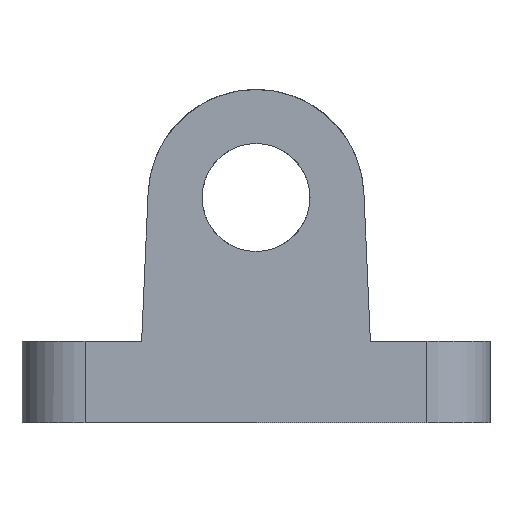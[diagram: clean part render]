
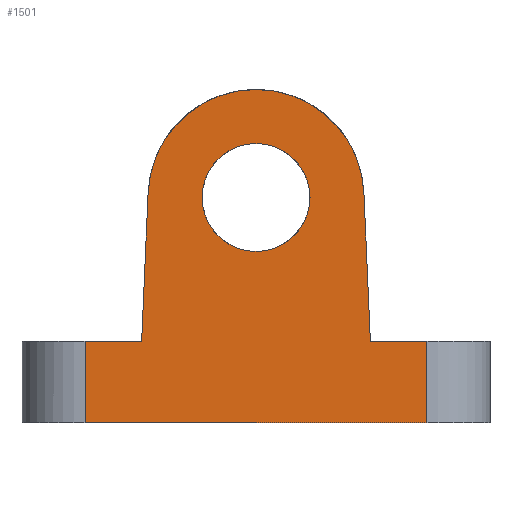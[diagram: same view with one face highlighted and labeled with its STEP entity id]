
A CAD part, front view. The second image highlights one B-rep face of the part: STEP entity #1501.
In plain terms, the highlighted planar face has unit normal (0, -1, 0).
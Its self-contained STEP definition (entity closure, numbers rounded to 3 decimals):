
#100=CARTESIAN_POINT('',(-19.,-26.,9.0));
#101=VERTEX_POINT('',#100);
#109=CARTESIAN_POINT('',(-12.71,-26.0,9.0));
#110=VERTEX_POINT('',#109);
#111=CARTESIAN_POINT('',(-12.71,-26.0,9.0));
#112=DIRECTION('',(-1.0,0.0,0.0));
#113=VECTOR('',#112,6.29);
#114=LINE('',#111,#113);
#115=EDGE_CURVE('',#110,#101,#114,.T.);
#220=CARTESIAN_POINT('',(19.,-26.,9.0));
#221=VERTEX_POINT('',#220);
#229=CARTESIAN_POINT('',(19.,-26.,0.0));
#230=VERTEX_POINT('',#229);
#231=CARTESIAN_POINT('',(19.,-26.,9.0));
#232=DIRECTION('',(0.0,0.0,-1.0));
#233=VECTOR('',#232,9.0);
#234=LINE('',#231,#233);
#235=EDGE_CURVE('',#221,#230,#234,.T.);
#319=CARTESIAN_POINT('',(12.71,-26.0,9.0));
#320=VERTEX_POINT('',#319);
#327=CARTESIAN_POINT('',(19.,-26.,9.0));
#328=DIRECTION('',(-1.0,0.0,0.0));
#329=VECTOR('',#328,6.29);
#330=LINE('',#327,#329);
#331=EDGE_CURVE('',#221,#320,#330,.T.);
#414=CARTESIAN_POINT('',(-19.,-26.,0.0));
#415=VERTEX_POINT('',#414);
#423=CARTESIAN_POINT('',(-19.,-26.,0.0));
#424=DIRECTION('',(0.0,0.0,1.0));
#425=VECTOR('',#424,9.0);
#426=LINE('',#423,#425);
#427=EDGE_CURVE('',#415,#101,#426,.T.);
#1070=CARTESIAN_POINT('',(6.,-26.,25.0));
#1071=VERTEX_POINT('',#1070);
#1072=CARTESIAN_POINT('',(0.0,-26.,25.0));
#1073=DIRECTION('',(0.0,1.0,0.0));
#1074=DIRECTION('',(1.0,0.0,0.0));
#1075=AXIS2_PLACEMENT_3D('',#1072,#1073,#1074);
#1076=CIRCLE('',#1075,6.);
#1077=EDGE_CURVE('',#1071,#1071,#1076,.T.);
#1257=CARTESIAN_POINT('',(-11.989,-26.0,25.523));
#1258=VERTEX_POINT('',#1257);
#1265=CARTESIAN_POINT('',(11.989,-26.0,25.523));
#1266=VERTEX_POINT('',#1265);
#1267=CARTESIAN_POINT('',(0.0,-26.0,25.0));
#1268=DIRECTION('',(0.0,1.0,0.0));
#1269=DIRECTION('',(-0.999,0.0,0.044));
#1270=AXIS2_PLACEMENT_3D('',#1267,#1268,#1269);
#1271=CIRCLE('',#1270,12.);
#1272=EDGE_CURVE('',#1258,#1266,#1271,.T.);
#1383=CARTESIAN_POINT('',(11.989,-26.0,25.523));
#1384=DIRECTION('',(0.044,0.0,-0.999));
#1385=VECTOR('',#1384,16.539);
#1386=LINE('',#1383,#1385);
#1387=EDGE_CURVE('',#1266,#320,#1386,.T.);
#1400=CARTESIAN_POINT('',(-12.71,-26.0,9.0));
#1401=DIRECTION('',(0.044,0.0,0.999));
#1402=VECTOR('',#1401,16.539);
#1403=LINE('',#1400,#1402);
#1404=EDGE_CURVE('',#110,#1258,#1403,.T.);
#1478=CARTESIAN_POINT('',(26.,-26.,0.0));
#1479=DIRECTION('',(0.0,-1.0,0.0));
#1480=DIRECTION('',(0.0,0.0,-1.0));
#1481=AXIS2_PLACEMENT_3D('',#1478,#1479,#1480);
#1482=PLANE('',#1481);
#1483=ORIENTED_EDGE('',*,*,#235,.F.);
#1484=ORIENTED_EDGE('',*,*,#331,.T.);
#1485=ORIENTED_EDGE('',*,*,#1387,.F.);
#1486=ORIENTED_EDGE('',*,*,#1272,.F.);
#1487=ORIENTED_EDGE('',*,*,#1404,.F.);
#1488=ORIENTED_EDGE('',*,*,#115,.T.);
#1489=ORIENTED_EDGE('',*,*,#427,.F.);
#1490=CARTESIAN_POINT('',(19.,-26.,0.0));
#1491=DIRECTION('',(-1.0,0.0,0.0));
#1492=VECTOR('',#1491,38.);
#1493=LINE('',#1490,#1492);
#1494=EDGE_CURVE('',#230,#415,#1493,.T.);
#1495=ORIENTED_EDGE('',*,*,#1494,.F.);
#1496=EDGE_LOOP('',(#1483,#1484,#1485,#1486,#1487,#1488,#1489,#1495));
#1497=FACE_OUTER_BOUND('',#1496,.T.);
#1498=ORIENTED_EDGE('',*,*,#1077,.T.);
#1499=EDGE_LOOP('',(#1498));
#1500=FACE_BOUND('',#1499,.T.);
#1501=ADVANCED_FACE('',(#1497,#1500),#1482,.T.);
